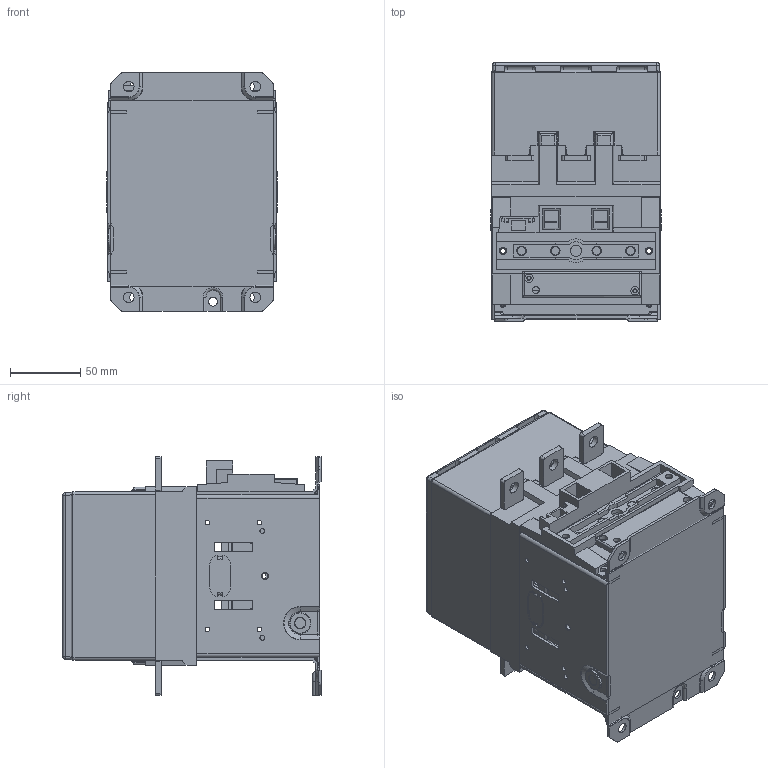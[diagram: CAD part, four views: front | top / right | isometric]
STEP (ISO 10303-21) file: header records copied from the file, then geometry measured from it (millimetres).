
FILE_DESCRIPTION(/* description */ (''),/* implementation_level */ '2;1');
FILE_NAME(/* name */ 'B145-180 3P_CATALOG.stp',/* time_stamp */ '2020-06-17T07:44:30+02:00',/* author */ (''),/* organization */ (''),/* preprocessor_version */ 'ST-DEVELOPER v16',/* originating_system */ 'SIEMENS PLM Software NX 10.0',/* authorisation */ '');
FILE_SCHEMA (('CONFIG_CONTROL_DESIGN'));
Products named in the file (1): B145-180 3P_CATALOG
Bounding box: 121 x 184 x 170 mm (x, y, z)
Surface area: 306273.5 mm2 (no closed solid volume)
Topology: 0 solids, 74 shells, 1249 faces, 5151 edges, 3884 vertices
Faces by surface type: plane 679, cylinder 414, torus 64, cone 49, bspline 37, sphere 6
Full cylindrical faces by diameter (mm): 2.3 x2, 2.8 x2, 3 x3, 3.242 x8, 3.4 x4, 3.5 x10, 3.6 x2, 4 x4, 4.134 x4, 4.2 x4, 4.3 x12, 4.8 x2, 5 x4, 5.2 x3, 6 x8, 6.1 x2, 6.4 x1, 6.5 x1, 6.6 x3, 7.5 x4, 8 x7, 8.05 x1, 8.4 x2, 8.5 x6, 8.8 x1, 10 x2, 10.5 x2, 14 x1, 15 x5
Entity records: 54241 total; most frequent: CARTESIAN_POINT 12167, DIRECTION 8683, ORIENTED_EDGE 7447, EDGE_CURVE 4959, VERTEX_POINT 3856, LINE 3301, VECTOR 3301, AXIS2_PLACEMENT_3D 2691
